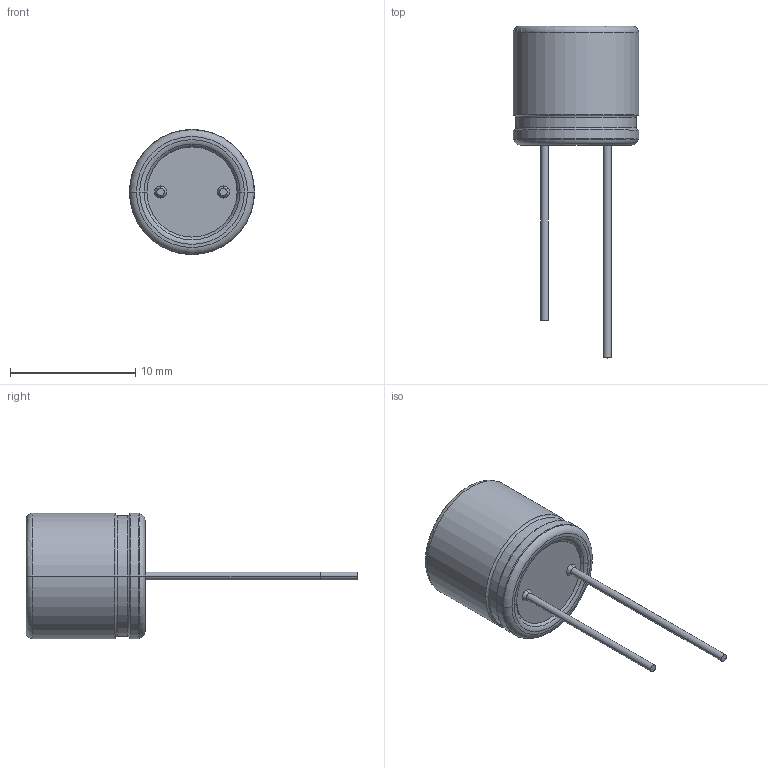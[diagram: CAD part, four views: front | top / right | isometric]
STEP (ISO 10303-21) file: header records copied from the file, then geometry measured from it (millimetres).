
FILE_DESCRIPTION (( 'STEP AP214' ), '1' );
FILE_NAME ('ƒ³10 SIZE CODE G.stp', '2018-11-14T04:34:47', ( '' ), ( '' ), 'SwSTEP 2.0', 'SolidWorks 2015', '' );
FILE_SCHEMA (( 'AUTOMOTIVE_DESIGN' ));
Length unit declared in the file: millimetre
Products named in the file (1): 兂10 SIZE CODE G
Bounding box: 10 x 26.5 x 10 mm (x, y, z)
Volume: 731.5 mm3; surface area: 510.8 mm2
Topology: 1 solids, 1 shells, 38 faces, 79 edges, 46 vertices
Faces by surface type: torus 18, cylinder 13, plane 7
Entity records: 1104 total; most frequent: DIRECTION 220, CARTESIAN_POINT 164, ORIENTED_EDGE 158, AXIS2_PLACEMENT_3D 102, EDGE_CURVE 79, CIRCLE 63, VERTEX_POINT 46, EDGE_LOOP 41
